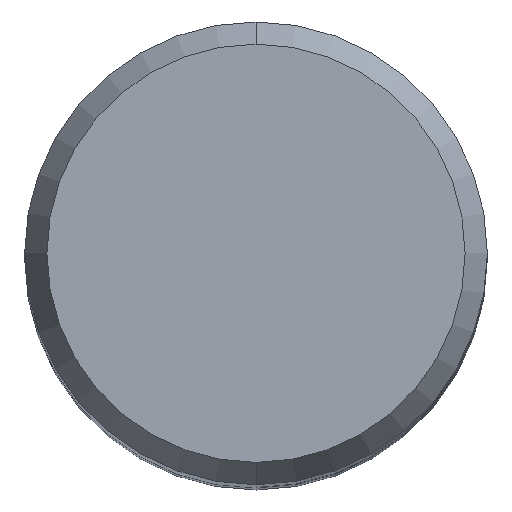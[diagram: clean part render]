
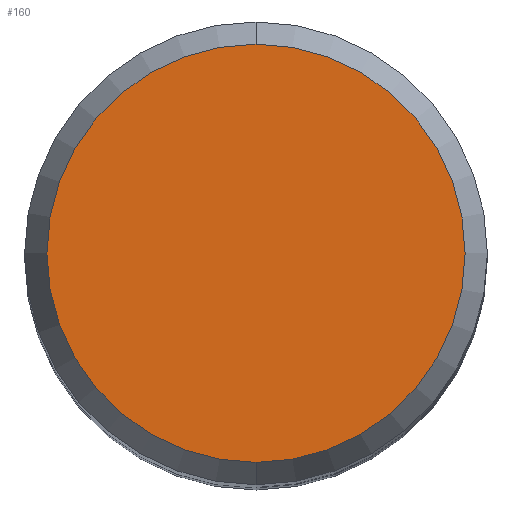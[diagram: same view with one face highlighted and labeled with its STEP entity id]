
A CAD part, top view. The second image highlights one B-rep face of the part: STEP entity #160.
In plain terms, the highlighted planar face has unit normal (0, 0, 1).
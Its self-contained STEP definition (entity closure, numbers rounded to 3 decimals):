
#96=EDGE_CURVE('',#190,#126,#233,.T.);
#126=VERTEX_POINT('',#266);
#160=ADVANCED_FACE('',(#305),#306,.T.);
#190=VERTEX_POINT('',#341);
#194=EDGE_CURVE('',#126,#190,#345,.T.);
#233=CIRCLE('',#382,4.304);
#266=CARTESIAN_POINT('',(0.,-4.304,0.01));
#305=FACE_OUTER_BOUND('',#468,.T.);
#306=PLANE('',#469);
#341=CARTESIAN_POINT('',(0.0,4.304,0.01));
#345=CIRCLE('',#517,4.304);
#382=AXIS2_PLACEMENT_3D('',#544,#545,#546);
#468=EDGE_LOOP('',(#640,#641));
#469=AXIS2_PLACEMENT_3D('',#642,#643,#644);
#517=AXIS2_PLACEMENT_3D('',#689,#690,#691);
#544=CARTESIAN_POINT('',(0.0,0.0,0.01));
#545=DIRECTION('',(0.0,0.0,-1.0));
#546=DIRECTION('',(0.0,1.0,0.0));
#640=ORIENTED_EDGE('',*,*,#96,.F.);
#641=ORIENTED_EDGE('',*,*,#194,.F.);
#642=CARTESIAN_POINT('',(0.0,2.152,0.01));
#643=DIRECTION('',(-0.0,0.0,1.0));
#644=DIRECTION('',(0.0,-1.0,0.0));
#689=CARTESIAN_POINT('',(0.0,0.0,0.01));
#690=DIRECTION('',(0.0,0.0,-1.0));
#691=DIRECTION('',(0.0,1.0,0.0));
